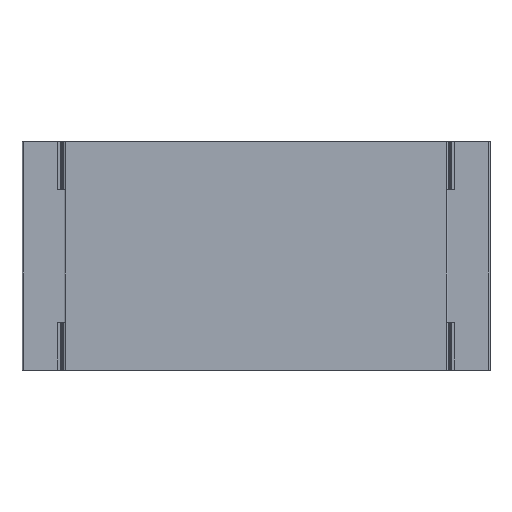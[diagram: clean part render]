
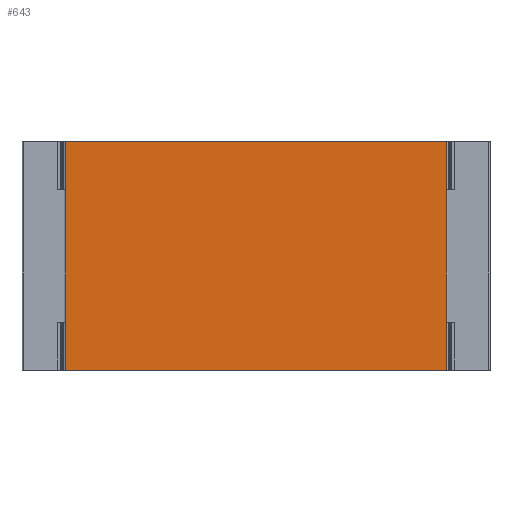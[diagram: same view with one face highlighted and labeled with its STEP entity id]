
A CAD part, top view. The second image highlights one B-rep face of the part: STEP entity #643.
In plain terms, the highlighted planar face has unit normal (0, 0, 1).
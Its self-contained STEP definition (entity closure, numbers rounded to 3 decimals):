
#181=ORIENTED_EDGE('',*,*,#298,.T.);
#182=ORIENTED_EDGE('',*,*,#299,.T.);
#183=ORIENTED_EDGE('',*,*,#300,.T.);
#184=ORIENTED_EDGE('',*,*,#301,.T.);
#298=EDGE_CURVE('',#366,#367,#437,.T.);
#299=EDGE_CURVE('',#367,#368,#438,.T.);
#300=EDGE_CURVE('',#368,#369,#439,.T.);
#301=EDGE_CURVE('',#369,#366,#440,.T.);
#366=VERTEX_POINT('',#1060);
#367=VERTEX_POINT('',#1061);
#368=VERTEX_POINT('',#1063);
#369=VERTEX_POINT('',#1065);
#437=LINE('',#1059,#506);
#438=LINE('',#1062,#507);
#439=LINE('',#1064,#508);
#440=LINE('',#1066,#509);
#506=VECTOR('',#870,1000.);
#507=VECTOR('',#871,1000.);
#508=VECTOR('',#872,1000.);
#509=VECTOR('',#873,1000.);
#547=EDGE_LOOP('',(#181,#182,#183,#184));
#582=FACE_BOUND('',#547,.T.);
#614=PLANE('',#726);
#643=ADVANCED_FACE('',(#582),#614,.T.);
#726=AXIS2_PLACEMENT_3D('',#1058,#868,#869);
#868=DIRECTION('',(0.,0.,1.));
#869=DIRECTION('',(1.,0.,0.));
#870=DIRECTION('',(-1.,0.,0.));
#871=DIRECTION('',(0.,-1.,0.));
#872=DIRECTION('',(1.,0.,0.));
#873=DIRECTION('',(0.,1.,0.));
#1058=CARTESIAN_POINT('',(0.,0.,0.023));
#1059=CARTESIAN_POINT('',(0.325,1.55,0.023));
#1060=CARTESIAN_POINT('',(2.583,1.55,0.023));
#1061=CARTESIAN_POINT('',(-2.583,1.55,0.023));
#1062=CARTESIAN_POINT('',(-2.583,-1.55,0.023));
#1063=CARTESIAN_POINT('',(-2.583,-1.55,0.023));
#1064=CARTESIAN_POINT('',(-0.325,-1.55,0.023));
#1065=CARTESIAN_POINT('',(2.583,-1.55,0.023));
#1066=CARTESIAN_POINT('',(2.583,1.55,0.023));
